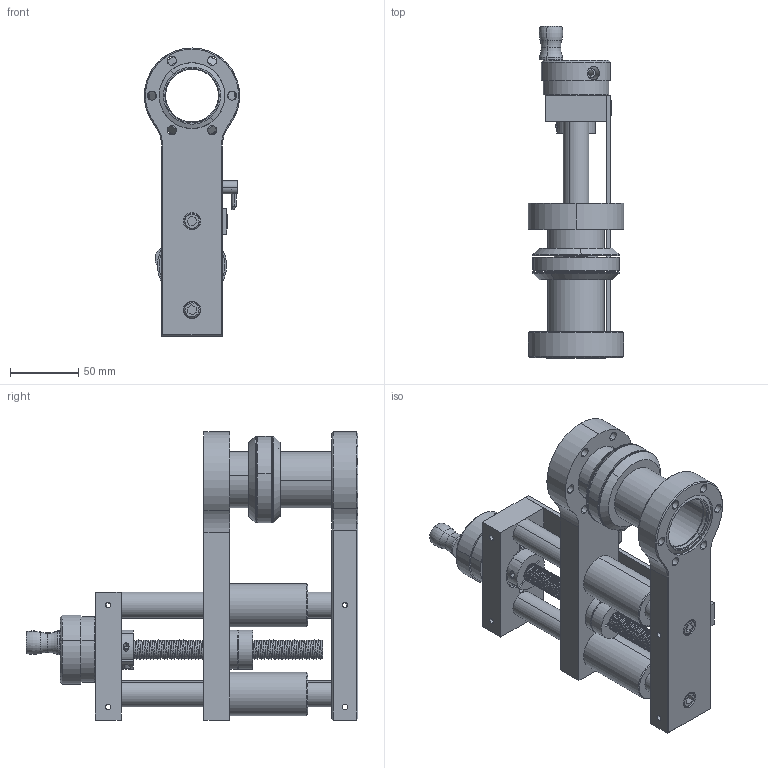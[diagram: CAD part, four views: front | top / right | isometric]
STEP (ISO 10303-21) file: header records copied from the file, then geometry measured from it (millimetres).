
FILE_DESCRIPTION (( 'STEP AP214' ), '1' );
FILE_NAME ('A30830NW-01, Z-B275C-T275T-1.53-2.STEP', '2019-07-15T16:45:05', ( '' ), ( '' ), 'SwSTEP 2.0', 'SolidWorks 2010', '' );
FILE_SCHEMA (( 'AUTOMOTIVE_DESIGN' ));
Length unit declared in the file: inch
Products named in the file (1): A30830NW-01, Z-B275C-T275T-1.53-2
Bounding box: 69.85 x 243.28 x 211.2 mm (x, y, z)
Surface area: 181598.4 mm2 (no closed solid volume)
Topology: 0 solids, 45 shells, 500 faces, 1504 edges, 1052 vertices
Faces by surface type: cylinder 297, plane 139, cone 49, torus 12, bspline 3
Entity records: 37668 total; most frequent: CARTESIAN_POINT 18134, DIRECTION 2663, ORIENTED_EDGE 2597, EDGE_CURVE 1500, VERTEX_POINT 1052, AXIS2_PLACEMENT_3D 979, LINE 705, VECTOR 705
